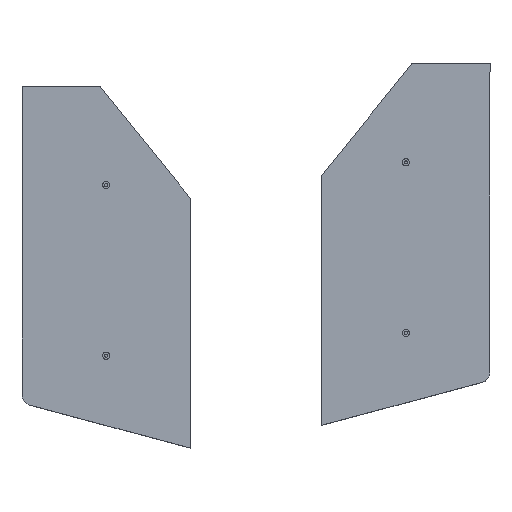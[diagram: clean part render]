
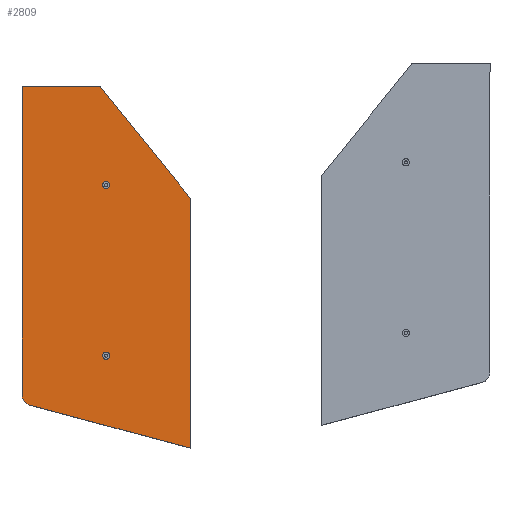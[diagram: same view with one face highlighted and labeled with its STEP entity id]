
A CAD part, top view. The second image highlights one B-rep face of the part: STEP entity #2809.
In plain terms, the highlighted planar face has unit normal (0, 0, 1).
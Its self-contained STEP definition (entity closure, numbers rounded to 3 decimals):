
#129=FACE_BOUND('',#572,.T.);
#130=FACE_BOUND('',#573,.T.);
#204=PLANE('',#3134);
#351=FACE_OUTER_BOUND('',#571,.T.);
#571=EDGE_LOOP('',(#2507,#2508,#2509,#2510,#2511,#2512));
#572=EDGE_LOOP('',(#2513));
#573=EDGE_LOOP('',(#2514));
#808=LINE('',#4744,#1062);
#811=LINE('',#4749,#1065);
#813=LINE('',#4753,#1067);
#816=LINE('',#4761,#1070);
#817=LINE('',#4763,#1071);
#1062=VECTOR('',#3876,10.);
#1065=VECTOR('',#3881,10.);
#1067=VECTOR('',#3885,10.);
#1070=VECTOR('',#3894,10.);
#1071=VECTOR('',#3897,10.);
#1209=CIRCLE('',#3131,5.);
#1210=CIRCLE('',#3135,1.75);
#1211=CIRCLE('',#3136,1.75);
#1441=VERTEX_POINT('',#4741);
#1442=VERTEX_POINT('',#4743);
#1443=VERTEX_POINT('',#4747);
#1444=VERTEX_POINT('',#4751);
#1445=VERTEX_POINT('',#4755);
#1446=VERTEX_POINT('',#4759);
#1447=VERTEX_POINT('',#4765);
#1448=VERTEX_POINT('',#4767);
#1798=EDGE_CURVE('',#1441,#1442,#808,.T.);
#1801=EDGE_CURVE('',#1443,#1441,#811,.T.);
#1803=EDGE_CURVE('',#1444,#1443,#813,.T.);
#1805=EDGE_CURVE('',#1445,#1444,#1209,.T.);
#1807=EDGE_CURVE('',#1446,#1445,#816,.T.);
#1808=EDGE_CURVE('',#1442,#1446,#817,.T.);
#1809=EDGE_CURVE('',#1447,#1447,#1210,.T.);
#1810=EDGE_CURVE('',#1448,#1448,#1211,.T.);
#2507=ORIENTED_EDGE('',*,*,#1808,.F.);
#2508=ORIENTED_EDGE('',*,*,#1798,.F.);
#2509=ORIENTED_EDGE('',*,*,#1801,.F.);
#2510=ORIENTED_EDGE('',*,*,#1803,.F.);
#2511=ORIENTED_EDGE('',*,*,#1805,.F.);
#2512=ORIENTED_EDGE('',*,*,#1807,.F.);
#2513=ORIENTED_EDGE('',*,*,#1809,.F.);
#2514=ORIENTED_EDGE('',*,*,#1810,.F.);
#2809=ADVANCED_FACE('',(#351,#129,#130),#204,.F.);
#3131=AXIS2_PLACEMENT_3D('',#4757,#3889,#3890);
#3134=AXIS2_PLACEMENT_3D('',#4764,#3898,#3899);
#3135=AXIS2_PLACEMENT_3D('',#4766,#3900,#3901);
#3136=AXIS2_PLACEMENT_3D('',#4768,#3902,#3903);
#3876=DIRECTION('',(0.629,-0.777,0.));
#3881=DIRECTION('',(1.,0.,0.));
#3885=DIRECTION('',(0.,1.,0.));
#3889=DIRECTION('center_axis',(0.,0.,-1.));
#3890=DIRECTION('ref_axis',(-0.259,-0.966,0.));
#3894=DIRECTION('',(-0.966,0.259,0.));
#3897=DIRECTION('',(0.,-1.,0.));
#3898=DIRECTION('center_axis',(0.,0.,-1.));
#3899=DIRECTION('ref_axis',(-1.,0.,0.));
#3900=DIRECTION('center_axis',(0.,0.,1.));
#3901=DIRECTION('ref_axis',(-1.,0.,0.));
#3902=DIRECTION('center_axis',(0.,0.,1.));
#3903=DIRECTION('ref_axis',(-1.,0.,0.));
#4741=CARTESIAN_POINT('',(-94.,176.135,46.));
#4743=CARTESIAN_POINT('',(-50.,121.8,46.));
#4744=CARTESIAN_POINT('',(-94.,176.135,46.));
#4747=CARTESIAN_POINT('',(-132.,176.135,46.));
#4749=CARTESIAN_POINT('',(-132.,176.135,46.));
#4751=CARTESIAN_POINT('',(-132.,25.808,46.));
#4753=CARTESIAN_POINT('',(-132.,25.808,46.));
#4755=CARTESIAN_POINT('',(-128.294,20.979,46.));
#4757=CARTESIAN_POINT('Origin',(-127.,25.808,46.));
#4759=CARTESIAN_POINT('',(-50.,0.,46.));
#4761=CARTESIAN_POINT('',(-50.,0.,46.));
#4763=CARTESIAN_POINT('',(-50.,121.8,46.));
#4764=CARTESIAN_POINT('Origin',(-91.,88.068,46.));
#4765=CARTESIAN_POINT('',(-89.25,45.,46.));
#4766=CARTESIAN_POINT('Origin',(-91.,45.,46.));
#4767=CARTESIAN_POINT('',(-89.25,128.135,46.));
#4768=CARTESIAN_POINT('Origin',(-91.,128.135,46.));
